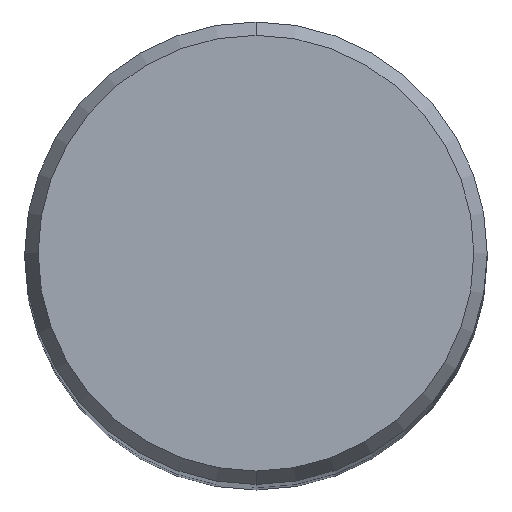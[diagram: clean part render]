
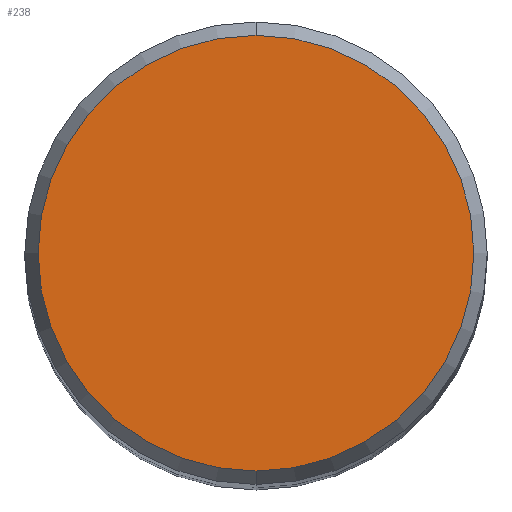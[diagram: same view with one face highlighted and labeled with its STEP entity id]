
A CAD part, top view. The second image highlights one B-rep face of the part: STEP entity #238.
In plain terms, the highlighted planar face has unit normal (0, 0, 1).
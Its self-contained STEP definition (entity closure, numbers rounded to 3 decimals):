
#238=ADVANCED_FACE('',(#574),#575,.T.);
#356=VERTEX_POINT('',#711);
#422=VERTEX_POINT('',#782);
#424=EDGE_CURVE('',#422,#356,#784,.T.);
#464=EDGE_CURVE('',#356,#422,#831,.T.);
#574=FACE_OUTER_BOUND('',#1010,.T.);
#575=PLANE('',#1011);
#711=CARTESIAN_POINT('',(0.0,7.479,0.0));
#782=CARTESIAN_POINT('',(0.,-7.479,0.0));
#784=CIRCLE('',#1405,7.479);
#831=CIRCLE('',#1464,7.479);
#1010=EDGE_LOOP('',(#1663,#1664));
#1011=AXIS2_PLACEMENT_3D('',#1665,#1666,#1667);
#1405=AXIS2_PLACEMENT_3D('',#1904,#1905,#1906);
#1464=AXIS2_PLACEMENT_3D('',#1986,#1987,#1988);
#1663=ORIENTED_EDGE('',*,*,#464,.F.);
#1664=ORIENTED_EDGE('',*,*,#424,.F.);
#1665=CARTESIAN_POINT('',(0.0,3.74,0.0));
#1666=DIRECTION('',(-0.0,0.0,1.0));
#1667=DIRECTION('',(0.0,-1.0,0.0));
#1904=CARTESIAN_POINT('',(0.0,0.0,0.0));
#1905=DIRECTION('',(0.0,0.0,-1.0));
#1906=DIRECTION('',(0.0,1.0,0.0));
#1986=CARTESIAN_POINT('',(0.0,0.0,0.0));
#1987=DIRECTION('',(0.0,0.0,-1.0));
#1988=DIRECTION('',(0.0,1.0,0.0));
